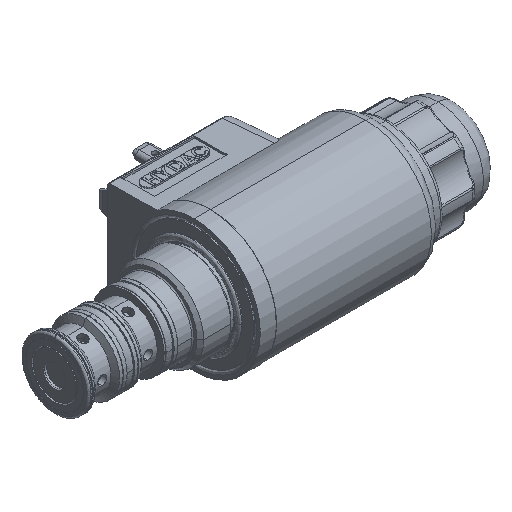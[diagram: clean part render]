
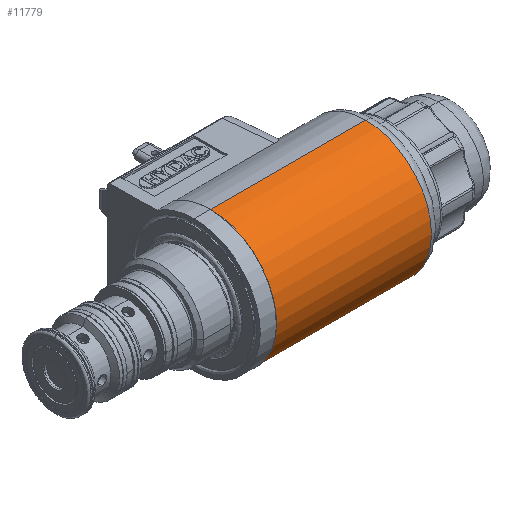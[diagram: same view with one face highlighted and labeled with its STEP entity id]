
A CAD part, isometric view. The second image highlights one B-rep face of the part: STEP entity #11779.
In plain terms, the highlighted cylindrical face has radius 18.15 mm (diameter 36.3 mm), a partial arc.
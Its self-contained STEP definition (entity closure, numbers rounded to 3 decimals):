
#1851 = CARTESIAN_POINT ( 'NONE',  ( 85.8, 0., 0. ) ) ;
#5876 = ORIENTED_EDGE ( 'NONE', *, *, #40077, .T. ) ;
#6476 = DIRECTION ( 'NONE',  ( 0., 0., -1. ) ) ;
#6879 = CARTESIAN_POINT ( 'NONE',  ( 85.8, 0., 18.15 ) ) ;
#8068 = VECTOR ( 'NONE', #21451, 1000. ) ;
#8879 = ORIENTED_EDGE ( 'NONE', *, *, #36663, .F. ) ;
#9578 = AXIS2_PLACEMENT_3D ( 'NONE', #34782, #57777, #53314 ) ;
#10353 = VERTEX_POINT ( 'NONE', #28872 ) ;
#11779 = ADVANCED_FACE ( 'NONE', ( #23215 ), #54222, .T. ) ;
#15161 = DIRECTION ( 'NONE',  ( 1., 0., 0. ) ) ;
#21451 = DIRECTION ( 'NONE',  ( 1., 0., 0. ) ) ;
#23215 = FACE_OUTER_BOUND ( 'NONE', #38589, .T. ) ;
#23230 = VERTEX_POINT ( 'NONE', #24754 ) ;
#23965 = ORIENTED_EDGE ( 'NONE', *, *, #44000, .T. ) ;
#24754 = CARTESIAN_POINT ( 'NONE',  ( 43., 0., 18.15 ) ) ;
#24811 = EDGE_CURVE ( 'NONE', #23230, #46754, #50311, .T. ) ;
#26141 = VECTOR ( 'NONE', #38358, 1000. ) ;
#28872 = CARTESIAN_POINT ( 'NONE',  ( 85.8, 0., -18.15 ) ) ;
#31368 = CIRCLE ( 'NONE', #34121, 18.15 ) ;
#34048 = DIRECTION ( 'NONE',  ( -1., 0., 0. ) ) ;
#34121 = AXIS2_PLACEMENT_3D ( 'NONE', #1851, #34048, #6476 ) ;
#34782 = CARTESIAN_POINT ( 'NONE',  ( 91.8, 0., 0. ) ) ;
#36663 = EDGE_CURVE ( 'NONE', #23230, #53620, #38396, .T. ) ;
#38358 = DIRECTION ( 'NONE',  ( 1., 0., 0. ) ) ;
#38396 = LINE ( 'NONE', #52079, #26141 ) ;
#38589 = EDGE_LOOP ( 'NONE', ( #8879, #45678, #23965, #5876 ) ) ;
#40077 = EDGE_CURVE ( 'NONE', #10353, #53620, #31368, .T. ) ;
#41933 = LINE ( 'NONE', #49029, #8068 ) ;
#42707 = CARTESIAN_POINT ( 'NONE',  ( 43., 0., 0. ) ) ;
#44000 = EDGE_CURVE ( 'NONE', #46754, #10353, #41933, .T. ) ;
#45678 = ORIENTED_EDGE ( 'NONE', *, *, #24811, .T. ) ;
#46754 = VERTEX_POINT ( 'NONE', #53358 ) ;
#47343 = DIRECTION ( 'NONE',  ( 0., 0., -1. ) ) ;
#48644 = AXIS2_PLACEMENT_3D ( 'NONE', #42707, #15161, #47343 ) ;
#49029 = CARTESIAN_POINT ( 'NONE',  ( 91.8, 0., -18.15 ) ) ;
#50311 = CIRCLE ( 'NONE', #48644, 18.15 ) ;
#52079 = CARTESIAN_POINT ( 'NONE',  ( 91.8, 0., 18.15 ) ) ;
#53314 = DIRECTION ( 'NONE',  ( 0., 0., -1. ) ) ;
#53358 = CARTESIAN_POINT ( 'NONE',  ( 43., 0., -18.15 ) ) ;
#53620 = VERTEX_POINT ( 'NONE', #6879 ) ;
#54222 = CYLINDRICAL_SURFACE ( 'NONE', #9578, 18.15 ) ;
#57777 = DIRECTION ( 'NONE',  ( 1., 0., 0. ) ) ;
